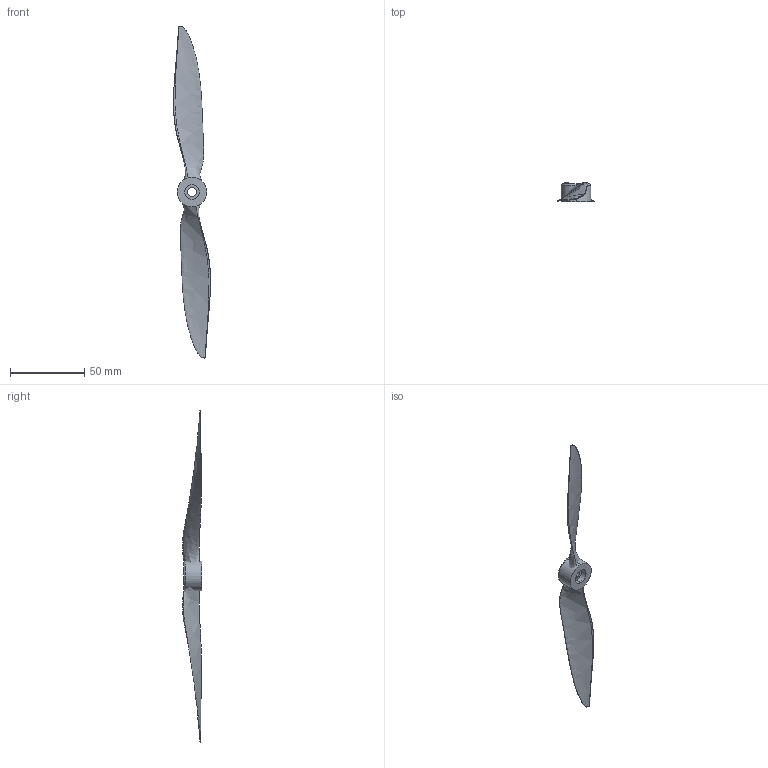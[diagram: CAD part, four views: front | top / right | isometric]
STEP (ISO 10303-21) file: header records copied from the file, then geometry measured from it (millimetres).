
FILE_DESCRIPTION (( 'STEP AP203' ), '1' );
FILE_NAME ('propeller_blade_black.STEP', '2024-05-07T18:37:21', ( '' ), ( '' ), 'SwSTEP 2.0', 'SolidWorks 2022', '' );
FILE_SCHEMA (( 'CONFIG_CONTROL_DESIGN' ));
Length unit declared in the file: millimetre
Products named in the file (1): propeller_blade_black
Bounding box: 24.96 x 12.94 x 224.16 mm (x, y, z)
Surface area: 8800.7 mm2 (no closed solid volume)
Topology: 0 solids, 3 shells, 20 faces, 40 edges, 26 vertices
Faces by surface type: cylinder 8, bspline 6, plane 4, torus 2
Entity records: 2281 total; most frequent: CARTESIAN_POINT 1807, DIRECTION 78, ORIENTED_EDGE 76, EDGE_CURVE 40, AXIS2_PLACEMENT_3D 35, VERTEX_POINT 26, EDGE_LOOP 24, FACE_OUTER_BOUND 20
